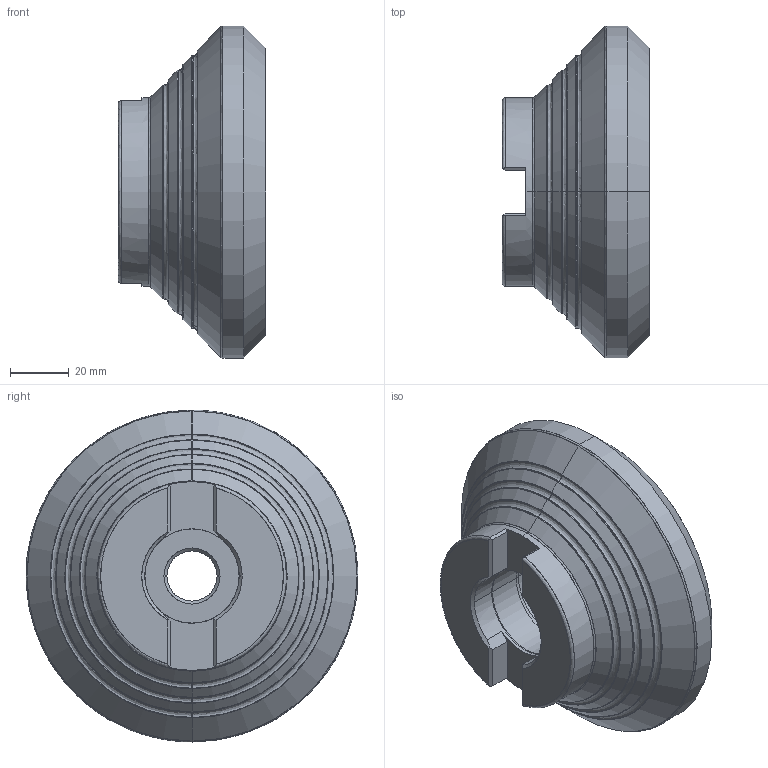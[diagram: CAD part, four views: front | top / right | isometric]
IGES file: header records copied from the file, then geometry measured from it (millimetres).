
Start section: SolidWorks IGES file using analytic representation for surfaces
Global section: file name: 45PP-100-558-7.IGS; native system: SolidWorks 2009; preprocessor: SolidWorks 2009; author: phk; date: 100318.161229; units: millimetre
Bounding box: 50 x 112.64 x 112.64 mm (x, y, z)
Surface area: 33335.7 mm2 (no closed solid volume)
Topology: 0 solids, 0 shells, 93 faces, 1060 edges, 1060 vertices
Faces by surface type: bspline 54, revolution 39
